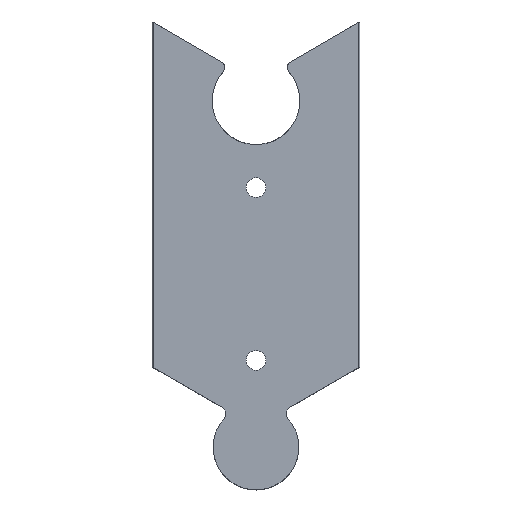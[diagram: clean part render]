
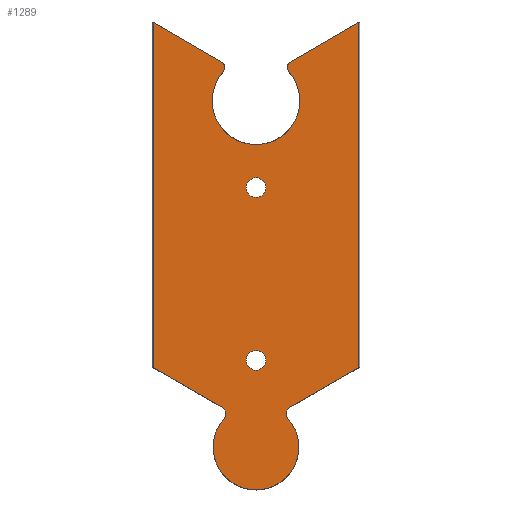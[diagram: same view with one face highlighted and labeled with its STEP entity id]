
A CAD part, front view. The second image highlights one B-rep face of the part: STEP entity #1289.
In plain terms, the highlighted planar face has unit normal (0, -1, 0).
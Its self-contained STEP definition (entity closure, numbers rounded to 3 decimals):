
#35=DIRECTION('',(0.866,0.,0.5));
#36=VECTOR('',#35,23.129);
#37=CARTESIAN_POINT('',(9.77,0.,-111.749));
#38=LINE('',#37,#36);
#43=CARTESIAN_POINT('',(10.82,0.,-113.568));
#44=DIRECTION('',(0.,1.,0.));
#45=DIRECTION('',(-0.746,0.,-0.666));
#46=AXIS2_PLACEMENT_3D('',#43,#44,#45);
#51=CARTESIAN_POINT('',(0.,0.,-123.22));
#52=DIRECTION('',(0.,-1.,0.));
#53=DIRECTION('',(-0.746,0.,0.666));
#54=AXIS2_PLACEMENT_3D('',#51,#52,#53);
#59=CARTESIAN_POINT('',(-10.82,0.,-113.568));
#60=DIRECTION('',(0.,1.,0.));
#61=DIRECTION('',(0.5,0.,0.866));
#62=AXIS2_PLACEMENT_3D('',#59,#60,#61);
#67=DIRECTION('',(0.866,0.,-0.5));
#68=VECTOR('',#67,23.129);
#69=CARTESIAN_POINT('',(-29.8,0.,-100.185));
#70=LINE('',#69,#68);
#74=DIRECTION('',(-0.866,0.,0.5));
#75=VECTOR('',#74,22.955);
#76=CARTESIAN_POINT('',(-9.92,0.,-11.709));
#77=LINE('',#76,#75);
#81=CARTESIAN_POINT('',(-10.82,0.,-13.268));
#82=DIRECTION('',(0.,-1.,0.));
#83=DIRECTION('',(0.746,0.,-0.666));
#84=AXIS2_PLACEMENT_3D('',#81,#82,#83);
#89=CARTESIAN_POINT('',(0.,0.,-22.92));
#90=DIRECTION('',(0.,1.,0.));
#91=DIRECTION('',(0.746,0.,0.666));
#92=AXIS2_PLACEMENT_3D('',#89,#90,#91);
#97=CARTESIAN_POINT('',(10.82,0.,-13.268));
#98=DIRECTION('',(0.,-1.,0.));
#99=DIRECTION('',(-0.5,0.,0.866));
#100=AXIS2_PLACEMENT_3D('',#97,#98,#99);
#105=DIRECTION('',(-0.866,0.,-0.5));
#106=VECTOR('',#105,22.955);
#107=CARTESIAN_POINT('',(29.8,0.,-0.231));
#108=LINE('',#107,#106);
#112=CARTESIAN_POINT('',(0.,0.,-48.07));
#113=DIRECTION('',(0.,1.,0.));
#114=DIRECTION('',(0.,0.,-1.));
#115=AXIS2_PLACEMENT_3D('',#112,#113,#114);
#120=CARTESIAN_POINT('',(0.,0.,-48.07));
#121=DIRECTION('',(0.,1.,0.));
#122=DIRECTION('',(0.,0.,1.));
#123=AXIS2_PLACEMENT_3D('',#120,#121,#122);
#128=CARTESIAN_POINT('',(0.,0.,-98.07));
#129=DIRECTION('',(0.,1.,0.));
#130=DIRECTION('',(0.,0.,-1.));
#131=AXIS2_PLACEMENT_3D('',#128,#129,#130);
#136=CARTESIAN_POINT('',(0.,0.,-98.07));
#137=DIRECTION('',(0.,1.,0.));
#138=DIRECTION('',(0.,0.,1.));
#139=AXIS2_PLACEMENT_3D('',#136,#137,#138);
#766=DIRECTION('',(0.,0.,1.));
#767=VECTOR('',#766,99.954);
#768=CARTESIAN_POINT('',(-29.8,0.,-100.185));
#769=LINE('',#768,#767);
#1039=DIRECTION('',(0.,0.,-1.));
#1040=VECTOR('',#1039,99.954);
#1041=CARTESIAN_POINT('',(29.8,0.,-0.231));
#1042=LINE('',#1041,#1040);
#1062=CARTESIAN_POINT('',(-9.253,0.,-114.966));
#1064=VERTEX_POINT('',#1062);
#1088=CARTESIAN_POINT('',(29.8,0.,-0.231));
#1089=CARTESIAN_POINT('',(29.8,0.,-100.185));
#1090=VERTEX_POINT('',#1088);
#1091=VERTEX_POINT('',#1089);
#1098=CARTESIAN_POINT('',(-29.8,0.,-100.185));
#1099=CARTESIAN_POINT('',(-9.77,0.,-111.749));
#1100=VERTEX_POINT('',#1098);
#1101=VERTEX_POINT('',#1099);
#1118=CARTESIAN_POINT('',(9.477,0.,-14.466));
#1119=CARTESIAN_POINT('',(-9.477,0.,-14.466));
#1120=VERTEX_POINT('',#1118);
#1121=VERTEX_POINT('',#1119);
#1124=CARTESIAN_POINT('',(-29.8,0.,-0.231));
#1125=VERTEX_POINT('',#1124);
#1155=CARTESIAN_POINT('',(9.92,0.,-11.709));
#1156=VERTEX_POINT('',#1155);
#1179=CARTESIAN_POINT('',(9.77,0.,-111.749));
#1180=VERTEX_POINT('',#1179);
#1195=CARTESIAN_POINT('',(-9.92,0.,-11.709));
#1196=VERTEX_POINT('',#1195);
#1220=CARTESIAN_POINT('',(9.253,0.,-114.966));
#1221=VERTEX_POINT('',#1220);
#1230=CARTESIAN_POINT('',(0.,0.,-95.22));
#1232=VERTEX_POINT('',#1230);
#1234=CARTESIAN_POINT('',(0.,0.,-100.92));
#1236=VERTEX_POINT('',#1234);
#1238=CARTESIAN_POINT('',(0.,0.,-45.22));
#1240=VERTEX_POINT('',#1238);
#1242=CARTESIAN_POINT('',(0.,0.,-50.92));
#1244=VERTEX_POINT('',#1242);
#1246=CARTESIAN_POINT('',(30.,0.,-550.));
#1247=DIRECTION('',(0.,-1.,0.));
#1248=DIRECTION('',(0.,0.,-1.));
#1249=AXIS2_PLACEMENT_3D('',#1246,#1247,#1248);
#1250=PLANE('',#1249);
#1252=ORIENTED_EDGE('',*,*,#1251,.F.);
#1254=ORIENTED_EDGE('',*,*,#1253,.F.);
#1256=ORIENTED_EDGE('',*,*,#1255,.F.);
#1258=ORIENTED_EDGE('',*,*,#1257,.F.);
#1260=ORIENTED_EDGE('',*,*,#1259,.F.);
#1262=ORIENTED_EDGE('',*,*,#1261,.T.);
#1264=ORIENTED_EDGE('',*,*,#1263,.F.);
#1266=ORIENTED_EDGE('',*,*,#1265,.F.);
#1268=ORIENTED_EDGE('',*,*,#1267,.F.);
#1270=ORIENTED_EDGE('',*,*,#1269,.F.);
#1272=ORIENTED_EDGE('',*,*,#1271,.F.);
#1274=ORIENTED_EDGE('',*,*,#1273,.T.);
#1275=EDGE_LOOP('',(#1252,#1254,#1256,#1258,#1260,#1262,#1264,#1266,#1268,#1270,
#1272,#1274));
#1276=FACE_OUTER_BOUND('',#1275,.F.);
#1278=ORIENTED_EDGE('',*,*,#1277,.F.);
#1280=ORIENTED_EDGE('',*,*,#1279,.F.);
#1281=EDGE_LOOP('',(#1278,#1280));
#1282=FACE_BOUND('',#1281,.F.);
#1284=ORIENTED_EDGE('',*,*,#1283,.F.);
#1286=ORIENTED_EDGE('',*,*,#1285,.F.);
#1287=EDGE_LOOP('',(#1284,#1286));
#1288=FACE_BOUND('',#1287,.F.);
#1289=ADVANCED_FACE('',(#1276,#1282,#1288),#1250,.T.);
#47=CIRCLE('',#46,2.1);
#55=CIRCLE('',#54,12.4);
#63=CIRCLE('',#62,2.1);
#85=CIRCLE('',#84,1.8);
#93=CIRCLE('',#92,12.7);
#101=CIRCLE('',#100,1.8);
#116=CIRCLE('',#115,2.85);
#124=CIRCLE('',#123,2.85);
#132=CIRCLE('',#131,2.85);
#140=CIRCLE('',#139,2.85);
#1251=EDGE_CURVE('',#1180,#1091,#38,.T.);
#1253=EDGE_CURVE('',#1221,#1180,#47,.T.);
#1255=EDGE_CURVE('',#1064,#1221,#55,.T.);
#1257=EDGE_CURVE('',#1101,#1064,#63,.T.);
#1259=EDGE_CURVE('',#1100,#1101,#70,.T.);
#1261=EDGE_CURVE('',#1100,#1125,#769,.T.);
#1263=EDGE_CURVE('',#1196,#1125,#77,.T.);
#1265=EDGE_CURVE('',#1121,#1196,#85,.T.);
#1267=EDGE_CURVE('',#1120,#1121,#93,.T.);
#1269=EDGE_CURVE('',#1156,#1120,#101,.T.);
#1271=EDGE_CURVE('',#1090,#1156,#108,.T.);
#1273=EDGE_CURVE('',#1090,#1091,#1042,.T.);
#1277=EDGE_CURVE('',#1244,#1240,#116,.T.);
#1279=EDGE_CURVE('',#1240,#1244,#124,.T.);
#1283=EDGE_CURVE('',#1236,#1232,#132,.T.);
#1285=EDGE_CURVE('',#1232,#1236,#140,.T.);
